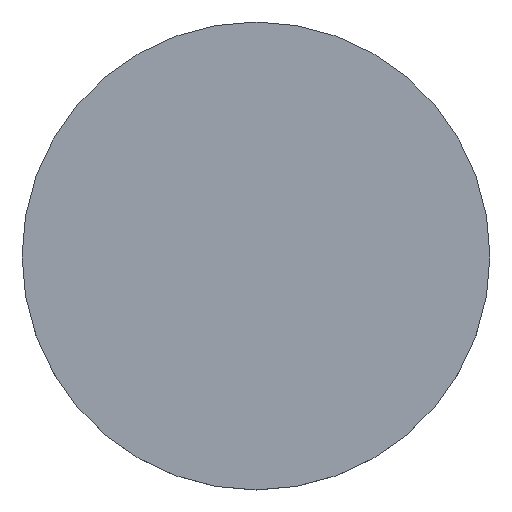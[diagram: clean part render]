
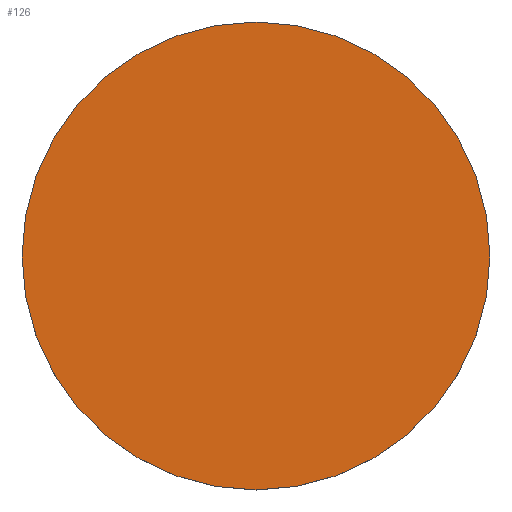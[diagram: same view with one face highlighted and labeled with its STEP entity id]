
A CAD part, top view. The second image highlights one B-rep face of the part: STEP entity #126.
In plain terms, the highlighted planar face has unit normal (0, 0, 1).
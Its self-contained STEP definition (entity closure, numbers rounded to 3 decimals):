
#10 = VERTEX_POINT ( 'NONE', #210 ) ;
#12 = FACE_OUTER_BOUND ( 'NONE', #152, .T. ) ;
#19 = DIRECTION ( 'NONE',  ( 0., 0., -1. ) ) ;
#34 = AXIS2_PLACEMENT_3D ( 'NONE', #112, #213, #165 ) ;
#41 = AXIS2_PLACEMENT_3D ( 'NONE', #216, #19, #62 ) ;
#43 = DIRECTION ( 'NONE',  ( 0., 0., 1. ) ) ;
#62 = DIRECTION ( 'NONE',  ( 1., 0., 0. ) ) ;
#65 = CARTESIAN_POINT ( 'NONE',  ( 0., 26.112, 6.1 ) ) ;
#73 = EDGE_CURVE ( 'NONE', #10, #231, #138, .T. ) ;
#83 = CIRCLE ( 'NONE', #41, 12.7 ) ;
#92 = PLANE ( 'NONE',  #122 ) ;
#112 = CARTESIAN_POINT ( 'NONE',  ( 0., 0., 6.1 ) ) ;
#122 = AXIS2_PLACEMENT_3D ( 'NONE', #65, #43, #203 ) ;
#126 = ADVANCED_FACE ( 'NONE', ( #12 ), #92, .T. ) ;
#138 = CIRCLE ( 'NONE', #34, 12.7 ) ;
#152 = EDGE_LOOP ( 'NONE', ( #224, #228 ) ) ;
#154 = CARTESIAN_POINT ( 'NONE',  ( -12.7, 0., 6.1 ) ) ;
#163 = EDGE_CURVE ( 'NONE', #231, #10, #83, .T. ) ;
#165 = DIRECTION ( 'NONE',  ( 1., 0., 0. ) ) ;
#203 = DIRECTION ( 'NONE',  ( 1., 0., 0. ) ) ;
#210 = CARTESIAN_POINT ( 'NONE',  ( 12.7, 0., 6.1 ) ) ;
#213 = DIRECTION ( 'NONE',  ( 0., 0., -1. ) ) ;
#216 = CARTESIAN_POINT ( 'NONE',  ( 0., 0., 6.1 ) ) ;
#224 = ORIENTED_EDGE ( 'NONE', *, *, #73, .F. ) ;
#228 = ORIENTED_EDGE ( 'NONE', *, *, #163, .F. ) ;
#231 = VERTEX_POINT ( 'NONE', #154 ) ;
